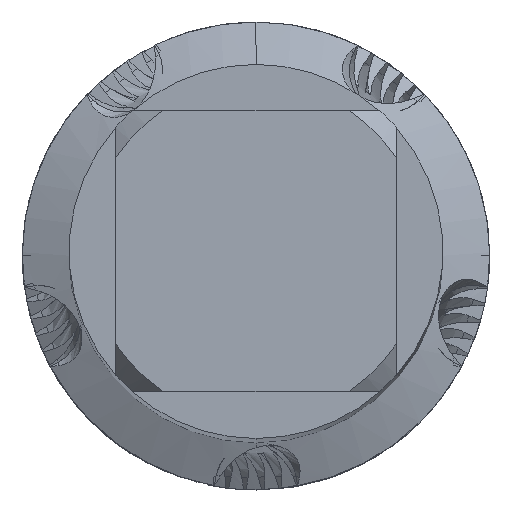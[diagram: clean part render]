
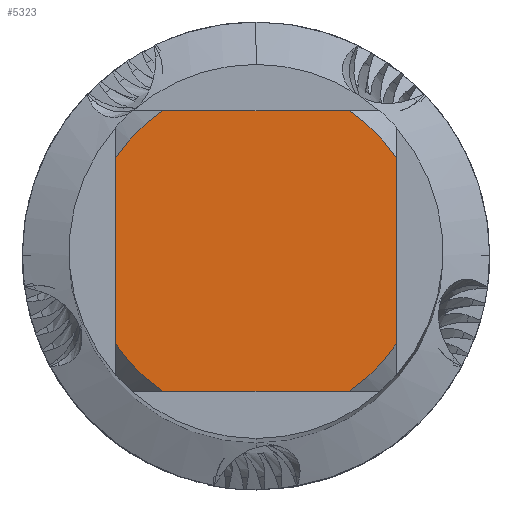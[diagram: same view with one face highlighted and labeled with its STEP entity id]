
A CAD part, top view. The second image highlights one B-rep face of the part: STEP entity #5323.
In plain terms, the highlighted planar face has unit normal (0, 0, 1).
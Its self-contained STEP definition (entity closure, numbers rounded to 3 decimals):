
#2433=VERTEX_POINT('',#6560);
#2585=EDGE_CURVE('',#4157,#3171,#6731,.T.);
#2601=VERTEX_POINT('',#6747);
#3171=VERTEX_POINT('',#7370);
#3427=VERTEX_POINT('',#7651);
#3559=VERTEX_POINT('',#7795);
#4157=VERTEX_POINT('',#8437);
#4289=EDGE_CURVE('',#3559,#2601,#8584,.T.);
#4419=VERTEX_POINT('',#8724);
#4615=VERTEX_POINT('',#8935);
#4923=EDGE_CURVE('',#2433,#3427,#9269,.T.);
#5175=EDGE_CURVE('',#2433,#3171,#9542,.T.);
#5319=EDGE_CURVE('',#3559,#4615,#9701,.T.);
#5323=ADVANCED_FACE('',(#9705),#9706,.T.);
#5527=EDGE_CURVE('',#4419,#3427,#9924,.T.);
#5951=EDGE_CURVE('',#4157,#4615,#10380,.T.);
#6067=EDGE_CURVE('',#4419,#2601,#10509,.T.);
#6560=CARTESIAN_POINT('',(-3.98,-6.0,0.0));
#6731=LINE('',#12636,#12637);
#6747=CARTESIAN_POINT('',(6.0,3.98,0.0));
#7370=CARTESIAN_POINT('',(-6.0,-3.98,0.0));
#7651=CARTESIAN_POINT('',(3.98,-6.0,0.0));
#7795=CARTESIAN_POINT('',(3.98,6.0,0.0));
#8437=CARTESIAN_POINT('',(-6.0,3.98,0.0));
#8584=CIRCLE('',#18560,7.2);
#8724=CARTESIAN_POINT('',(6.0,-3.98,0.0));
#8935=CARTESIAN_POINT('',(-3.98,6.0,0.0));
#9269=LINE('',#21008,#21009);
#9542=CIRCLE('',#22130,7.2);
#9701=LINE('',#22728,#22729);
#9705=FACE_OUTER_BOUND('',#22733,.T.);
#9706=PLANE('',#22734);
#9924=CIRCLE('',#23642,7.2);
#10380=CIRCLE('',#25550,7.2);
#10509=LINE('',#26100,#26101);
#12636=CARTESIAN_POINT('',(-6.0,1.8,0.0));
#12637=VECTOR('',#27025,1.0);
#18560=AXIS2_PLACEMENT_3D('',#28805,#28806,#28807);
#21008=CARTESIAN_POINT('',(0.0,-6.0,0.0));
#21009=VECTOR('',#29452,1.0);
#22130=AXIS2_PLACEMENT_3D('',#29680,#29681,#29682);
#22728=CARTESIAN_POINT('',(0.0,6.0,0.0));
#22729=VECTOR('',#29830,1.0);
#22733=EDGE_LOOP('',(#29832,#29833,#29834,#29835,#29836,#29837,#29838,#29839));
#22734=AXIS2_PLACEMENT_3D('',#29840,#29841,#29842);
#23642=AXIS2_PLACEMENT_3D('',#29999,#30000,#30001);
#25550=AXIS2_PLACEMENT_3D('',#30477,#30478,#30479);
#26100=CARTESIAN_POINT('',(6.0,1.8,0.0));
#26101=VECTOR('',#30698,1.0);
#27025=DIRECTION('',(-0.0,-1.0,0.0));
#28805=CARTESIAN_POINT('',(0.0,0.0,0.0));
#28806=DIRECTION('',(0.0,0.0,-1.0));
#28807=DIRECTION('',(0.0,1.0,0.0));
#29452=DIRECTION('',(1.0,0.0,0.0));
#29680=CARTESIAN_POINT('',(0.0,0.0,0.0));
#29681=DIRECTION('',(0.0,0.0,-1.0));
#29682=DIRECTION('',(0.0,1.0,0.0));
#29830=DIRECTION('',(-1.0,0.0,0.0));
#29832=ORIENTED_EDGE('',*,*,#2585,.T.);
#29833=ORIENTED_EDGE('',*,*,#5175,.F.);
#29834=ORIENTED_EDGE('',*,*,#4923,.T.);
#29835=ORIENTED_EDGE('',*,*,#5527,.F.);
#29836=ORIENTED_EDGE('',*,*,#6067,.T.);
#29837=ORIENTED_EDGE('',*,*,#4289,.F.);
#29838=ORIENTED_EDGE('',*,*,#5319,.T.);
#29839=ORIENTED_EDGE('',*,*,#5951,.F.);
#29840=CARTESIAN_POINT('',(0.0,3.6,0.0));
#29841=DIRECTION('',(-0.0,0.0,1.0));
#29842=DIRECTION('',(0.0,-1.0,0.0));
#29999=CARTESIAN_POINT('',(0.0,0.0,0.0));
#30000=DIRECTION('',(0.0,0.0,-1.0));
#30001=DIRECTION('',(0.0,1.0,0.0));
#30477=CARTESIAN_POINT('',(0.0,0.0,0.0));
#30478=DIRECTION('',(0.0,0.0,-1.0));
#30479=DIRECTION('',(0.0,1.0,0.0));
#30698=DIRECTION('',(-0.0,1.0,0.0));
